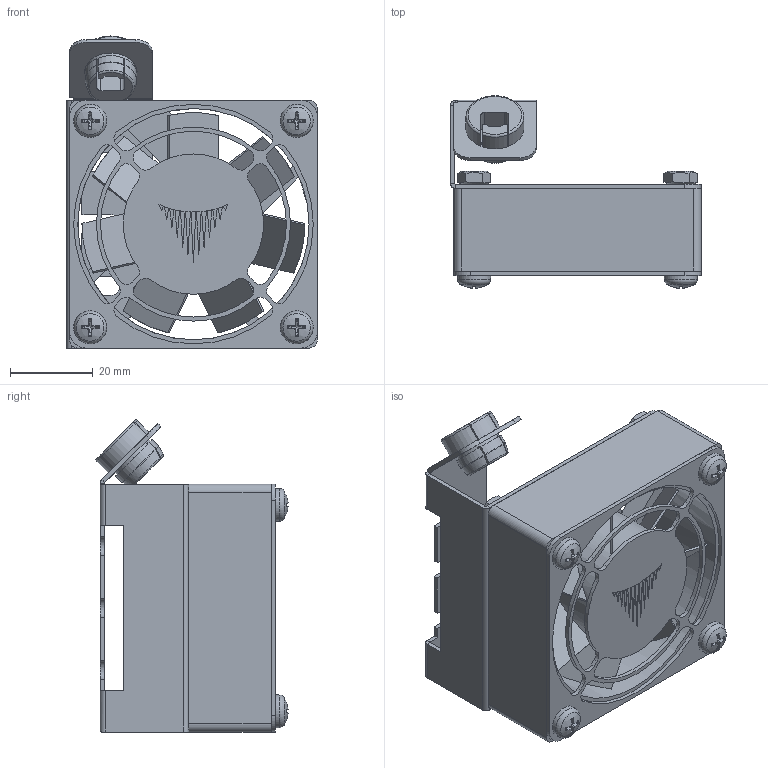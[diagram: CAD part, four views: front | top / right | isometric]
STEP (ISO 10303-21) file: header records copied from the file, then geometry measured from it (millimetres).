
FILE_DESCRIPTION(/* description */ (''),/* implementation_level */ '2;1');
FILE_NAME(/* name */ 'PM903075.stp',/* time_stamp */ '2021-10-21T13:56:42+02:00',/* author */ ('hofmann-b'),/* organization */ (''),/* preprocessor_version */ 'ST-DEVELOPER v18.1',/* originating_system */ 'Autodesk Inventor 2021',/* authorisation */ '');
FILE_SCHEMA (('AUTOMOTIVE_DESIGN { 1 0 10303 214 3 1 1 }'));
Length unit declared in the file: millimetre
Products named in the file (1): PM903075.ipt
Bounding box: 60.7 x 46.49 x 75.56 mm (x, y, z)
Volume: 45554.5 mm3; surface area: 35910.3 mm2
Topology: 12 solids, 12 shells, 544 faces, 1457 edges, 953 vertices
Faces by surface type: plane 273, cylinder 161, cone 66, torus 26, bspline 14, sphere 4
Full cylindrical faces by diameter (mm): 3.242 x4, 3.621 x4, 4 x4, 4.5 x12, 11.5 x1, 12.7 x1, 30 x1, 56 x1
Entity records: 18521 total; most frequent: CARTESIAN_POINT 4150, ORIENTED_EDGE 2906, DIRECTION 2857, EDGE_CURVE 1453, AXIS2_PLACEMENT_3D 1061, VERTEX_POINT 953, LINE 735, VECTOR 735
